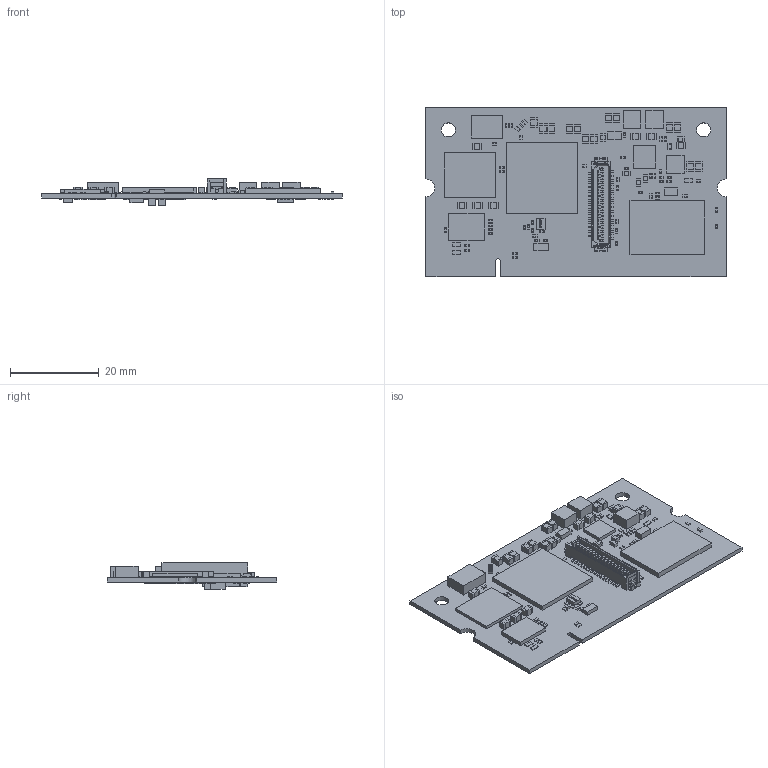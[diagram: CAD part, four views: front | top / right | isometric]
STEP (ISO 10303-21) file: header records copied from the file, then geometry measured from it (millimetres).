
FILE_DESCRIPTION(('Open CASCADE Model'),'2;1');
FILE_NAME('Open CASCADE Shape Model','2018-10-22T13:44:31',('Author'),( 'Open CASCADE'),'Open CASCADE STEP processor 6.8','Open CASCADE 6.8' ,'Unknown');
FILE_SCHEMA(('AUTOMOTIVE_DESIGN { 1 0 10303 214 1 1 1 1 }'));
Length unit declared in the file: millimetre
Products named in the file (271): PCB; Board; J2; DF9-31P-1V; p2; C41; 8868347328; Extruded; 8868347136; R12; 8868346944; 8868346752; 8868346560; R14; R11; R13; C165; 8868659840; 8868659648; U11; 8868345024; R65; R64; 8868659456; 8868347712; 8868347520; C166; R61; R62; R60; R59; R58; R57; R56; R55; R54; U10; 8868345216; C55; C54 ...
Assembly tree (815 placements, depth 4):
  PCB
    Board
    J2
      DF9-31P-1V
        p2
    C41
      8868347328  x2
        Extruded
      8868347136
        Extruded
    R12
      8868346944  x2
        Extruded
      8868346752
        Extruded
      8868346560
        Extruded
    R14
      8868346944  x2
        Extruded
      8868346752
        Extruded
      8868346560
        Extruded
    R11
      8868346944  x2
        Extruded
      8868346752
        Extruded
      8868346560
        Extruded
    R13
      8868346944  x2
        Extruded
      8868346752
        Extruded
      8868346560
        Extruded
    C165
      8868659840  x2
        Extruded
      8868659648
        Extruded
    U11
      8868345024
        Extruded
    R65
      8868346944  x2
        Extruded
      8868346752
        Extruded
      8868346560
        Extruded
    R64
      8868659456  x2
        Extruded
      8868347712
        Extruded
      8868347520
        Extruded
Bounding box: 67.6 x 38.1 x 5.92 mm (x, y, z)
Volume: 3777 mm3; surface area: 8968.6 mm2
Topology: 586 solids, 586 shells, 4670 faces, 10204 edges, 6738 vertices
Faces by surface type: plane 4296, cylinder 325, bspline 39, torus 6, cone 4
Full cylindrical faces by diameter (mm): 1.35 x2, 3.175 x2
Entity records: 54920 total; most frequent: CARTESIAN_POINT 10607, DIRECTION 8640, ORIENTED_EDGE 7324, EDGE_CURVE 3662, AXIS2_PLACEMENT_3D 2890, LINE 2860, VECTOR 2860, VERTEX_POINT 2378
